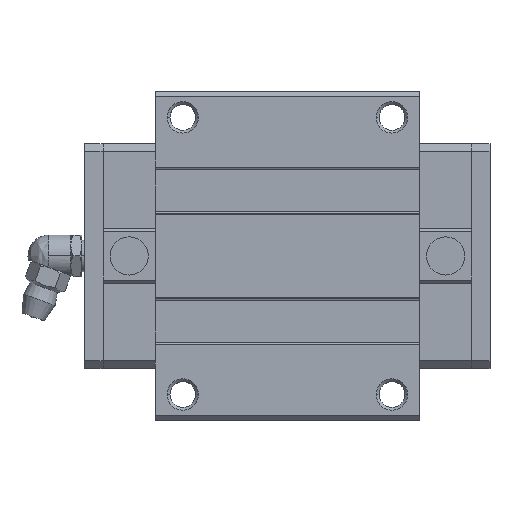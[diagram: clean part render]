
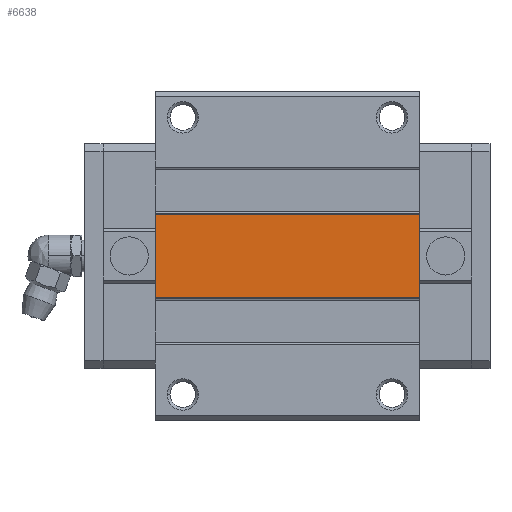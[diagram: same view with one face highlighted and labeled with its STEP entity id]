
A CAD part, top view. The second image highlights one B-rep face of the part: STEP entity #6638.
In plain terms, the highlighted planar face has unit normal (0, 0, 1).
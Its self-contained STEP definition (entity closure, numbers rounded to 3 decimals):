
#302 = ORIENTED_EDGE ( 'NONE', *, *, #1731, .T. ) ;
#818 = CARTESIAN_POINT ( 'NONE',  ( 13.5, -8., 25.4 ) ) ;
#944 = PLANE ( 'NONE',  #3066 ) ;
#945 = EDGE_CURVE ( 'NONE', #2291, #6896, #3575, .T. ) ;
#1055 = DIRECTION ( 'NONE',  ( 0., 1., 0. ) ) ;
#1699 = EDGE_CURVE ( 'NONE', #4950, #3828, #3683, .T. ) ;
#1731 = EDGE_CURVE ( 'NONE', #3828, #6896, #4759, .T. ) ;
#1948 = LINE ( 'NONE', #5881, #5578 ) ;
#1980 = VECTOR ( 'NONE', #6828, 1000. ) ;
#2218 = DIRECTION ( 'NONE',  ( 0., 1., 0. ) ) ;
#2291 = VERTEX_POINT ( 'NONE', #818 ) ;
#2293 = CARTESIAN_POINT ( 'NONE',  ( 64., -8., 25.4 ) ) ;
#2459 = VECTOR ( 'NONE', #2218, 1000. ) ;
#2501 = DIRECTION ( 'NONE',  ( 0., 0., 1. ) ) ;
#3051 = EDGE_CURVE ( 'NONE', #2291, #4950, #1948, .T. ) ;
#3066 = AXIS2_PLACEMENT_3D ( 'NONE', #7137, #2501, #5684 ) ;
#3183 = CARTESIAN_POINT ( 'NONE',  ( 64., 8., 25.4 ) ) ;
#3203 = FACE_OUTER_BOUND ( 'NONE', #5042, .T. ) ;
#3575 = LINE ( 'NONE', #5700, #9518 ) ;
#3683 = LINE ( 'NONE', #3874, #2459 ) ;
#3828 = VERTEX_POINT ( 'NONE', #3183 ) ;
#3874 = CARTESIAN_POINT ( 'NONE',  ( 64., -8., 25.4 ) ) ;
#4208 = ORIENTED_EDGE ( 'NONE', *, *, #1699, .T. ) ;
#4301 = ORIENTED_EDGE ( 'NONE', *, *, #3051, .T. ) ;
#4759 = LINE ( 'NONE', #6861, #1980 ) ;
#4950 = VERTEX_POINT ( 'NONE', #2293 ) ;
#5042 = EDGE_LOOP ( 'NONE', ( #6740, #4301, #4208, #302 ) ) ;
#5578 = VECTOR ( 'NONE', #8940, 1000. ) ;
#5684 = DIRECTION ( 'NONE',  ( 1., 0., 0. ) ) ;
#5700 = CARTESIAN_POINT ( 'NONE',  ( 13.5, -0.027, 25.4 ) ) ;
#5881 = CARTESIAN_POINT ( 'NONE',  ( 13.5, -8., 25.4 ) ) ;
#6638 = ADVANCED_FACE ( 'FACE238', ( #3203 ), #944, .T. ) ;
#6740 = ORIENTED_EDGE ( 'NONE', *, *, #945, .F. ) ;
#6828 = DIRECTION ( 'NONE',  ( -1., 0., 0. ) ) ;
#6861 = CARTESIAN_POINT ( 'NONE',  ( 13.5, 8., 25.4 ) ) ;
#6896 = VERTEX_POINT ( 'NONE', #7471 ) ;
#7137 = CARTESIAN_POINT ( 'NONE',  ( 13.5, -8., 25.4 ) ) ;
#7471 = CARTESIAN_POINT ( 'NONE',  ( 13.5, 8., 25.4 ) ) ;
#8940 = DIRECTION ( 'NONE',  ( 1., 0., 0. ) ) ;
#9518 = VECTOR ( 'NONE', #1055, 1000. ) ;
